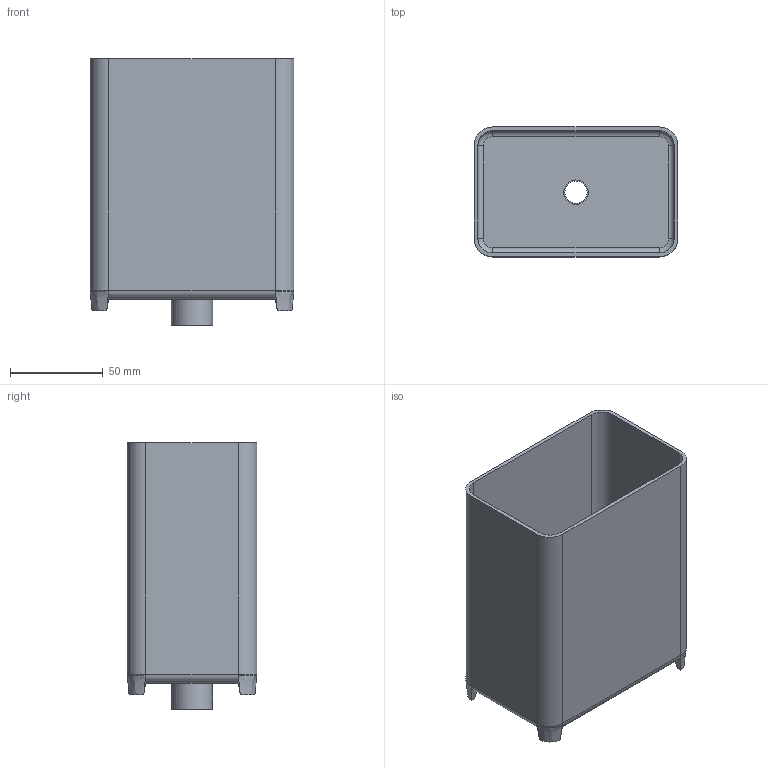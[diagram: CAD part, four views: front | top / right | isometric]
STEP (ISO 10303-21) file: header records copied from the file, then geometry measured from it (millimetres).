
FILE_DESCRIPTION(/* description */ (''),/* implementation_level */ '2;1');
FILE_NAME(/* name */ 'Water_Container_Transparent.step',/* time_stamp */ '2024-01-19T11:34:08+01:00',/* author */ (''),/* organization */ (''),/* preprocessor_version */ 'ST-DEVELOPER v20',/* originating_system */ 'Autodesk Translation Framework v12.14.0.127',/* authorisation */ '');
FILE_SCHEMA (('AUTOMOTIVE_DESIGN { 1 0 10303 214 3 1 1 }'));
Length unit declared in the file: millimetre
Products named in the file (1): FusionComponent
Bounding box: 110 x 70 x 144 mm (x, y, z)
Volume: 101854.9 mm3; surface area: 103475.2 mm2
Topology: 1 solids, 1 shells, 64 faces, 163 edges, 106 vertices
Faces by surface type: cylinder 21, bspline 20, plane 19, torus 4
Full cylindrical faces by diameter (mm): 12 x1, 13.2 x1, 19 x1, 20.4 x1, 22.2 x1
Entity records: 3213 total; most frequent: CARTESIAN_POINT 1698, ORIENTED_EDGE 326, DIRECTION 275, EDGE_CURVE 163, VERTEX_POINT 106, AXIS2_PLACEMENT_3D 103, EDGE_LOOP 71, LINE 69
